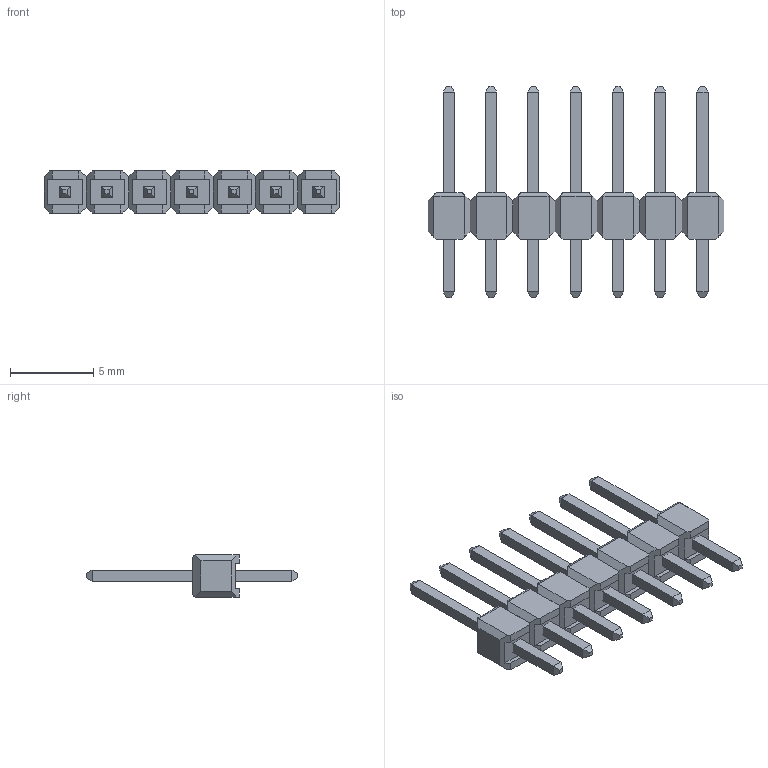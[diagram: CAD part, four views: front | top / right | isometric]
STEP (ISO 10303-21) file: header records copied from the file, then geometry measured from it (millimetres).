
FILE_DESCRIPTION (( 'STEP AP214' ), '1' );
FILE_NAME ('HDR1X7.STEP', '2021-06-08T20:22:52', ( '' ), ( '' ), 'SwSTEP 2.0', 'SolidWorks 2020', '' );
FILE_SCHEMA (( 'AUTOMOTIVE_DESIGN' ));
Length unit declared in the file: inch
Products named in the file (1): HDR1X7
Bounding box: 17.78 x 12.7 x 2.54 mm (x, y, z)
Volume: 141 mm3; surface area: 486.5 mm2
Topology: 8 solids, 8 shells, 254 faces, 634 edges, 396 vertices
Faces by surface type: plane 240, cylinder 14
Entity records: 10732 total; most frequent: CARTESIAN_POINT 1453, ORIENTED_EDGE 1268, DIRECTION 1088, EDGE_CURVE 634, LINE 578, VECTOR 578, VERTEX_POINT 396, EDGE_LOOP 268
